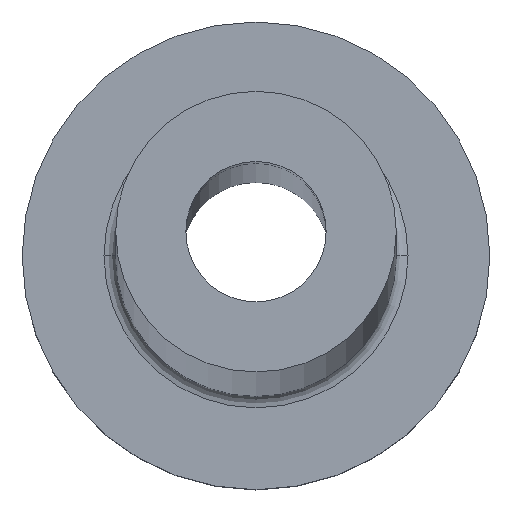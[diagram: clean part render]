
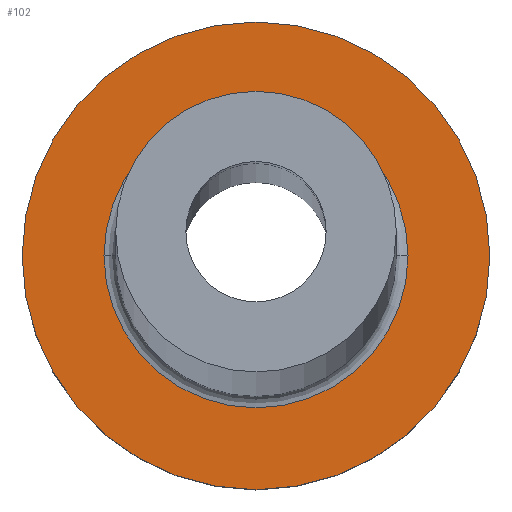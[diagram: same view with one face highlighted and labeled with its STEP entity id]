
A CAD part, top view. The second image highlights one B-rep face of the part: STEP entity #102.
In plain terms, the highlighted planar face has unit normal (0, 0, 1).
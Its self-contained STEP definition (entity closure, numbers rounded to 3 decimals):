
#7 = EDGE_CURVE ( 'NONE', #225, #189, #175, .T. ) ;
#14 = ORIENTED_EDGE ( 'NONE', *, *, #305, .T. ) ;
#25 = AXIS2_PLACEMENT_3D ( 'NONE', #388, #72, #180 ) ;
#27 = CARTESIAN_POINT ( 'NONE',  ( -6.5, 0., 7. ) ) ;
#42 = EDGE_LOOP ( 'NONE', ( #14, #145 ) ) ;
#53 = PLANE ( 'NONE',  #231 ) ;
#54 = EDGE_CURVE ( 'NONE', #189, #225, #143, .T. ) ;
#59 = DIRECTION ( 'NONE',  ( 1., 0., 0. ) ) ;
#68 = CIRCLE ( 'NONE', #25, 10. ) ;
#72 = DIRECTION ( 'NONE',  ( 0., 0., 1. ) ) ;
#73 = ORIENTED_EDGE ( 'NONE', *, *, #7, .T. ) ;
#79 = DIRECTION ( 'NONE',  ( 0., 0., 1. ) ) ;
#82 = VERTEX_POINT ( 'NONE', #334 ) ;
#99 = CIRCLE ( 'NONE', #214, 10. ) ;
#102 = ADVANCED_FACE ( 'NONE', ( #308, #449 ), #53, .T. ) ;
#106 = DIRECTION ( 'NONE',  ( 1., 0., 0. ) ) ;
#118 = CARTESIAN_POINT ( 'NONE',  ( 6.5, 0., 7. ) ) ;
#143 = CIRCLE ( 'NONE', #243, 6.5 ) ;
#145 = ORIENTED_EDGE ( 'NONE', *, *, #422, .T. ) ;
#163 = CARTESIAN_POINT ( 'NONE',  ( 0., 0., 7. ) ) ;
#175 = CIRCLE ( 'NONE', #345, 6.5 ) ;
#180 = DIRECTION ( 'NONE',  ( 1., 0., 0. ) ) ;
#189 = VERTEX_POINT ( 'NONE', #27 ) ;
#214 = AXIS2_PLACEMENT_3D ( 'NONE', #395, #79, #361 ) ;
#225 = VERTEX_POINT ( 'NONE', #118 ) ;
#231 = AXIS2_PLACEMENT_3D ( 'NONE', #406, #246, #106 ) ;
#243 = AXIS2_PLACEMENT_3D ( 'NONE', #163, #302, #59 ) ;
#246 = DIRECTION ( 'NONE',  ( 0., 0., 1. ) ) ;
#270 = DIRECTION ( 'NONE',  ( 0., 0., -1. ) ) ;
#302 = DIRECTION ( 'NONE',  ( 0., 0., -1. ) ) ;
#305 = EDGE_CURVE ( 'NONE', #360, #82, #99, .T. ) ;
#308 = FACE_BOUND ( 'NONE', #396, .T. ) ;
#334 = CARTESIAN_POINT ( 'NONE',  ( 10., 0., 7. ) ) ;
#337 = DIRECTION ( 'NONE',  ( 1., 0., 0. ) ) ;
#345 = AXIS2_PLACEMENT_3D ( 'NONE', #445, #270, #337 ) ;
#360 = VERTEX_POINT ( 'NONE', #429 ) ;
#361 = DIRECTION ( 'NONE',  ( 1., 0., 0. ) ) ;
#388 = CARTESIAN_POINT ( 'NONE',  ( 0., 0., 7. ) ) ;
#395 = CARTESIAN_POINT ( 'NONE',  ( 0., 0., 7. ) ) ;
#396 = EDGE_LOOP ( 'NONE', ( #73, #452 ) ) ;
#406 = CARTESIAN_POINT ( 'NONE',  ( 0., 0., 7. ) ) ;
#422 = EDGE_CURVE ( 'NONE', #82, #360, #68, .T. ) ;
#429 = CARTESIAN_POINT ( 'NONE',  ( -10., 0., 7. ) ) ;
#445 = CARTESIAN_POINT ( 'NONE',  ( 0., 0., 7. ) ) ;
#449 = FACE_OUTER_BOUND ( 'NONE', #42, .T. ) ;
#452 = ORIENTED_EDGE ( 'NONE', *, *, #54, .T. ) ;
